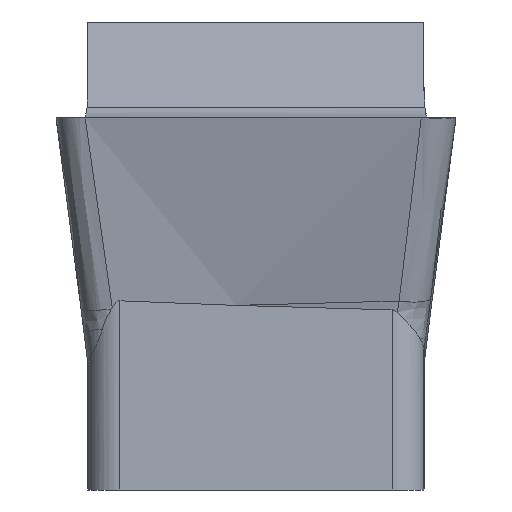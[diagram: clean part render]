
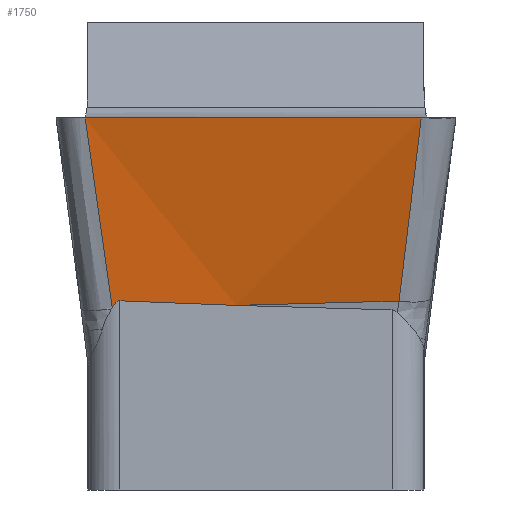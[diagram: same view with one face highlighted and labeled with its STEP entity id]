
A CAD part, front view. The second image highlights one B-rep face of the part: STEP entity #1750.
In plain terms, the highlighted free-form (B-spline) face has degree [3, 3] with [6, 4] control points.
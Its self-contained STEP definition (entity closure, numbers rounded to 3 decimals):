
#219=CARTESIAN_POINT('',(-1.7,0.35,-2.285));
#220=CARTESIAN_POINT('',(-1.542,0.35,-2.294));
#221=CARTESIAN_POINT('',(-1.224,0.35,
-2.309));
#222=CARTESIAN_POINT('',(-0.742,0.35,
-2.327));
#223=CARTESIAN_POINT('',(-0.416,0.35,
-2.338));
#224=CARTESIAN_POINT('',(-0.252,0.35,
-2.342));
#272=CARTESIAN_POINT('',(-1.797,0.362,
-2.367));
#355=CARTESIAN_POINT('',(2.065,-0.298,
0.));
#360=DIRECTION('',(-0.996,0.087,0.));
#361=VECTOR('',#360,4.216);
#362=CARTESIAN_POINT('',(2.065,-0.298,
0.));
#363=LINE('',#362,#361);
#516=CARTESIAN_POINT('',(1.788,0.325,-2.288));
#525=CARTESIAN_POINT('',(2.065,-0.298,
0.));
#526=CARTESIAN_POINT('',(2.019,-0.191,
-0.382));
#527=CARTESIAN_POINT('',(1.926,0.021,-1.146));
#528=CARTESIAN_POINT('',(1.834,0.225,-1.908));
#529=CARTESIAN_POINT('',(1.788,0.325,-2.288));
#534=CARTESIAN_POINT('',(1.788,0.325,-2.288));
#535=CARTESIAN_POINT('',(1.556,0.328,-2.294));
#536=CARTESIAN_POINT('',(1.096,0.334,-2.306));
#537=CARTESIAN_POINT('',(0.416,0.343,
-2.324));
#538=CARTESIAN_POINT('',(-0.03,0.348,
-2.336));
#539=CARTESIAN_POINT('',(-0.252,0.35,
-2.342));
#544=CARTESIAN_POINT('',(-1.7,0.35,-2.285));
#545=CARTESIAN_POINT('',(-1.703,0.35,-2.285));
#546=CARTESIAN_POINT('',(-1.708,0.35,
-2.285));
#547=CARTESIAN_POINT('',(-1.717,0.35,
-2.287));
#548=CARTESIAN_POINT('',(-1.725,0.351,
-2.289));
#549=CARTESIAN_POINT('',(-1.734,0.351,
-2.294));
#550=CARTESIAN_POINT('',(-1.744,0.352,
-2.3));
#551=CARTESIAN_POINT('',(-1.754,0.354,
-2.309));
#552=CARTESIAN_POINT('',(-1.765,0.355,
-2.319));
#553=CARTESIAN_POINT('',(-1.775,0.357,
-2.333));
#554=CARTESIAN_POINT('',(-1.786,0.359,
-2.348));
#555=CARTESIAN_POINT('',(-1.793,0.361,
-2.36));
#556=CARTESIAN_POINT('',(-1.797,0.362,
-2.367));
#561=CARTESIAN_POINT('',(-1.797,0.362,
-2.367));
#562=CARTESIAN_POINT('',(-1.909,0.255,-1.579));
#563=CARTESIAN_POINT('',(-2.023,0.157,
-0.79));
#564=CARTESIAN_POINT('',(-2.135,0.069,
0.));
#1089=CARTESIAN_POINT('',(-1.7,0.35,-2.285));
#1090=VERTEX_POINT('',#1089);
#1091=VERTEX_POINT('',#224);
#1094=VERTEX_POINT('',#272);
#1110=VERTEX_POINT('',#355);
#1111=CARTESIAN_POINT('',(-2.135,0.069,
0.));
#1112=VERTEX_POINT('',#1111);
#1118=VERTEX_POINT('',#516);
#1715=CARTESIAN_POINT('',(-2.219,0.37,
-2.414));
#1716=CARTESIAN_POINT('',(-2.219,0.27,
-1.594));
#1717=CARTESIAN_POINT('',(-2.219,0.17,
-0.773));
#1718=CARTESIAN_POINT('',(-2.219,0.071,
0.047));
#1719=CARTESIAN_POINT('',(-2.191,0.369,
-2.414));
#1720=CARTESIAN_POINT('',(-2.191,0.269,
-1.594));
#1721=CARTESIAN_POINT('',(-2.191,0.169,
-0.773));
#1722=CARTESIAN_POINT('',(-2.191,0.068,
0.047));
#1723=CARTESIAN_POINT('',(-0.763,0.365,
-2.414));
#1724=CARTESIAN_POINT('',(-0.763,0.224,
-1.594));
#1725=CARTESIAN_POINT('',(-0.763,0.082,
-0.773));
#1726=CARTESIAN_POINT('',(-0.763,-0.059,
0.047));
#1727=CARTESIAN_POINT('',(0.693,0.361,
-2.414));
#1728=CARTESIAN_POINT('',(0.693,0.178,
-1.594));
#1729=CARTESIAN_POINT('',(0.693,-0.006,
-0.773));
#1730=CARTESIAN_POINT('',(0.693,-0.189,
0.047));
#1731=CARTESIAN_POINT('',(2.121,0.356,
-2.414));
#1732=CARTESIAN_POINT('',(2.121,0.132,
-1.594));
#1733=CARTESIAN_POINT('',(2.121,-0.092,
-0.773));
#1734=CARTESIAN_POINT('',(2.121,-0.316,
0.047));
#1735=CARTESIAN_POINT('',(2.149,0.356,
-2.414));
#1736=CARTESIAN_POINT('',(2.149,0.131,
-1.594));
#1737=CARTESIAN_POINT('',(2.149,-0.094,
-0.773));
#1738=CARTESIAN_POINT('',(2.149,-0.319,
0.047));
#1739=B_SPLINE_SURFACE_WITH_KNOTS('',3,3,((#1715,#1716,#1717,#1718),(#1719,
#1720,#1721,#1722),(#1723,#1724,#1725,#1726),(#1727,#1728,#1729,#1730),(#1731,
#1732,#1733,#1734),(#1735,#1736,#1737,#1738)),.UNSPECIFIED.,.F.,.F.,.F.,(4,1,1,
4),(4,4),(-0.02,0.,1.,1.02),(0.,
1.),.UNSPECIFIED.);
#1740=ORIENTED_EDGE('',*,*,#1459,.F.);
#1742=ORIENTED_EDGE('',*,*,#1741,.T.);
#1743=ORIENTED_EDGE('',*,*,#1697,.T.);
#1744=ORIENTED_EDGE('',*,*,#1338,.F.);
#1745=ORIENTED_EDGE('',*,*,#1369,.T.);
#1747=ORIENTED_EDGE('',*,*,#1746,.T.);
#1748=EDGE_LOOP('',(#1740,#1742,#1743,#1744,#1745,#1747));
#1749=FACE_OUTER_BOUND('',#1748,.F.);
#225=B_SPLINE_CURVE_WITH_KNOTS('',3,(#219,#220,#221,#222,#223,#224),
.UNSPECIFIED.,.F.,.F.,(4,1,1,4),(0.,0.333,0.667,1.),
.UNSPECIFIED.);
#530=B_SPLINE_CURVE_WITH_KNOTS('',3,(#525,#526,#527,#528,#529),.UNSPECIFIED.,
.F.,.F.,(4,1,4),(0.,0.5,1.),.UNSPECIFIED.);
#540=B_SPLINE_CURVE_WITH_KNOTS('',3,(#534,#535,#536,#537,#538,#539),
.UNSPECIFIED.,.F.,.F.,(4,1,1,4),(0.,0.333,0.667,1.),
.UNSPECIFIED.);
#557=B_SPLINE_CURVE_WITH_KNOTS('',3,(#544,#545,#546,#547,#548,#549,#550,#551,
#552,#553,#554,#555,#556),.UNSPECIFIED.,.F.,.F.,(4,1,1,1,1,1,1,1,1,1,4),(0.,
0.1,0.2,0.3,0.4,0.5,0.6,0.7,0.8,0.9,1.),.UNSPECIFIED.);
#565=B_SPLINE_CURVE_WITH_KNOTS('',3,(#561,#562,#563,#564),.UNSPECIFIED.,.F.,.F.,
(4,4),(0.,1.),.UNSPECIFIED.);
#1338=EDGE_CURVE('',#1090,#1091,#225,.T.);
#1369=EDGE_CURVE('',#1090,#1094,#557,.T.);
#1459=EDGE_CURVE('',#1110,#1112,#363,.T.);
#1697=EDGE_CURVE('',#1118,#1091,#540,.T.);
#1741=EDGE_CURVE('',#1110,#1118,#530,.T.);
#1746=EDGE_CURVE('',#1094,#1112,#565,.T.);
#1750=ADVANCED_FACE('',(#1749),#1739,.T.);
